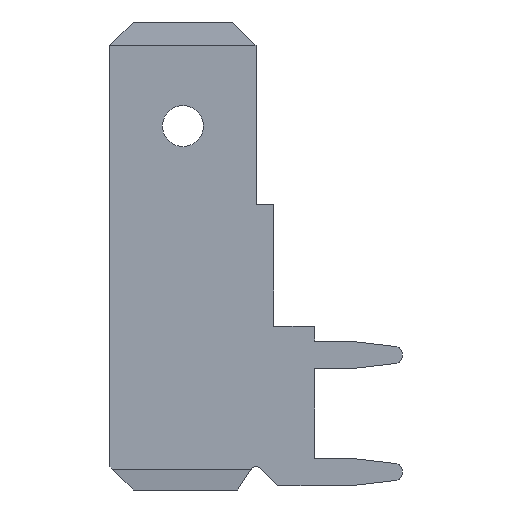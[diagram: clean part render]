
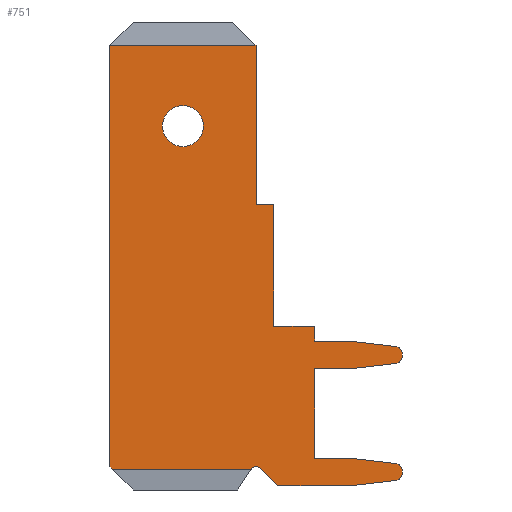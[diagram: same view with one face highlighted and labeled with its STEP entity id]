
A CAD part, left-side view. The second image highlights one B-rep face of the part: STEP entity #751.
In plain terms, the highlighted planar face has unit normal (-1, 0, 0).
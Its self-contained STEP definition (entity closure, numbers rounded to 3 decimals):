
#134=CARTESIAN_POINT('',(-0.4,0.,-4.521));
#135=DIRECTION('',(-1.,0.,0.));
#136=DIRECTION('',(0.,0.,-1.));
#137=AXIS2_PLACEMENT_3D('',#134,#135,#136);
#139=CARTESIAN_POINT('',(-0.4,0.,-4.521));
#140=DIRECTION('',(-1.,0.,0.));
#141=DIRECTION('',(0.,0.,1.));
#142=AXIS2_PLACEMENT_3D('',#139,#140,#141);
#144=DIRECTION('',(0.,-1.,0.));
#145=VECTOR('',#144,6.002);
#146=CARTESIAN_POINT('',(-0.4,3.048,-19.431));
#147=LINE('',#146,#145);
#148=DIRECTION('',(0.,0.707,0.707));
#149=VECTOR('',#148,0.18);
#150=CARTESIAN_POINT('',(-0.4,3.048,-19.431));
#151=LINE('',#150,#149);
#152=DIRECTION('',(0.,0.,1.));
#153=VECTOR('',#152,18.288);
#154=CARTESIAN_POINT('',(-0.4,3.175,-19.304));
#155=LINE('',#154,#153);
#156=DIRECTION('',(0.,1.,0.));
#157=VECTOR('',#156,6.35);
#158=CARTESIAN_POINT('',(-0.4,-3.175,-1.016));
#159=LINE('',#158,#157);
#160=DIRECTION('',(0.,0.,-1.));
#161=VECTOR('',#160,6.909);
#162=CARTESIAN_POINT('',(-0.4,-3.175,-1.016));
#163=LINE('',#162,#161);
#164=DIRECTION('',(0.,-1.,0.));
#165=VECTOR('',#164,0.762);
#166=CARTESIAN_POINT('',(-0.4,-3.175,-7.925));
#167=LINE('',#166,#165);
#168=DIRECTION('',(0.,0.,-1.));
#169=VECTOR('',#168,5.283);
#170=CARTESIAN_POINT('',(-0.4,-3.937,-7.925));
#171=LINE('',#170,#169);
#172=DIRECTION('',(0.,-1.,0.));
#173=VECTOR('',#172,1.778);
#174=CARTESIAN_POINT('',(-0.4,-3.937,-13.208));
#175=LINE('',#174,#173);
#176=DIRECTION('',(0.,0.,-1.));
#177=VECTOR('',#176,0.648);
#178=CARTESIAN_POINT('',(-0.4,-5.715,-13.208));
#179=LINE('',#178,#177);
#180=DIRECTION('',(0.,-1.,0.));
#181=VECTOR('',#180,1.524);
#182=CARTESIAN_POINT('',(-0.4,-5.715,-13.856));
#183=LINE('',#182,#181);
#184=DIRECTION('',(0.,-0.993,-0.116));
#185=VECTOR('',#184,2.019);
#186=CARTESIAN_POINT('',(-0.4,-7.239,-13.856));
#187=LINE('',#186,#185);
#188=CARTESIAN_POINT('',(-0.4,-9.208,-14.406));
#189=DIRECTION('',(1.,0.,0.));
#190=DIRECTION('',(0.,-0.116,0.993));
#191=AXIS2_PLACEMENT_3D('',#188,#189,#190);
#193=DIRECTION('',(0.,0.,-1.));
#194=VECTOR('',#193,0.106);
#195=CARTESIAN_POINT('',(-0.4,-9.525,-14.406));
#196=LINE('',#195,#194);
#197=CARTESIAN_POINT('',(-0.4,-9.208,-14.512));
#198=DIRECTION('',(1.,0.,0.));
#199=DIRECTION('',(0.,-1.,0.));
#200=AXIS2_PLACEMENT_3D('',#197,#198,#199);
#202=DIRECTION('',(0.,0.993,-0.116));
#203=VECTOR('',#202,2.019);
#204=CARTESIAN_POINT('',(-0.4,-9.244,-14.827));
#205=LINE('',#204,#203);
#206=DIRECTION('',(0.,1.,0.));
#207=VECTOR('',#206,1.524);
#208=CARTESIAN_POINT('',(-0.4,-7.239,-15.062));
#209=LINE('',#208,#207);
#210=DIRECTION('',(0.,0.,-1.));
#211=VECTOR('',#210,3.874);
#212=CARTESIAN_POINT('',(-0.4,-5.715,-15.062));
#213=LINE('',#212,#211);
#214=DIRECTION('',(0.,-1.,0.));
#215=VECTOR('',#214,1.524);
#216=CARTESIAN_POINT('',(-0.4,-5.715,-18.936));
#217=LINE('',#216,#215);
#218=DIRECTION('',(0.,-0.993,-0.116));
#219=VECTOR('',#218,2.019);
#220=CARTESIAN_POINT('',(-0.4,-7.239,-18.936));
#221=LINE('',#220,#219);
#222=CARTESIAN_POINT('',(-0.4,-9.208,-19.486));
#223=DIRECTION('',(1.,0.,0.));
#224=DIRECTION('',(0.,-0.116,0.993));
#225=AXIS2_PLACEMENT_3D('',#222,#223,#224);
#227=DIRECTION('',(0.,0.,-1.));
#228=VECTOR('',#227,0.106);
#229=CARTESIAN_POINT('',(-0.4,-9.525,-19.486));
#230=LINE('',#229,#228);
#231=CARTESIAN_POINT('',(-0.4,-9.208,-19.592));
#232=DIRECTION('',(1.,0.,0.));
#233=DIRECTION('',(0.,-1.,0.));
#234=AXIS2_PLACEMENT_3D('',#231,#232,#233);
#236=DIRECTION('',(0.,0.993,-0.116));
#237=VECTOR('',#236,2.019);
#238=CARTESIAN_POINT('',(-0.4,-9.244,-19.907));
#239=LINE('',#238,#237);
#240=DIRECTION('',(0.,1.,0.));
#241=VECTOR('',#240,3.121);
#242=CARTESIAN_POINT('',(-0.4,-7.239,-20.142));
#243=LINE('',#242,#241);
#244=DIRECTION('',(0.,0.707,0.707));
#245=VECTOR('',#244,1.08);
#246=CARTESIAN_POINT('',(-0.4,-4.118,-20.142));
#247=LINE('',#246,#245);
#248=CARTESIAN_POINT('',(-0.4,-3.175,-19.558));
#249=DIRECTION('',(-1.,0.,0.));
#250=DIRECTION('',(0.,-0.707,0.707));
#251=AXIS2_PLACEMENT_3D('',#248,#249,#250);
#253=DIRECTION('',(0.,0.55,-0.835));
#254=VECTOR('',#253,0.015);
#255=CARTESIAN_POINT('',(-0.4,-2.963,-19.418));
#256=LINE('',#255,#254);
#552=CARTESIAN_POINT('',(-0.4,-3.175,-7.925));
#553=CARTESIAN_POINT('',(-0.4,-3.937,-7.925));
#554=VERTEX_POINT('',#552);
#555=VERTEX_POINT('',#553);
#556=CARTESIAN_POINT('',(-0.4,-3.937,-13.208));
#557=VERTEX_POINT('',#556);
#558=CARTESIAN_POINT('',(-0.4,-5.715,-13.208));
#559=VERTEX_POINT('',#558);
#560=CARTESIAN_POINT('',(-0.4,-5.715,-13.856));
#561=VERTEX_POINT('',#560);
#562=CARTESIAN_POINT('',(-0.4,-7.239,-13.856));
#563=VERTEX_POINT('',#562);
#564=CARTESIAN_POINT('',(-0.4,-9.525,-14.406));
#565=CARTESIAN_POINT('',(-0.4,-9.525,-14.512));
#566=VERTEX_POINT('',#564);
#567=VERTEX_POINT('',#565);
#568=CARTESIAN_POINT('',(-0.4,-7.239,-15.062));
#569=CARTESIAN_POINT('',(-0.4,-5.715,-15.062));
#570=VERTEX_POINT('',#568);
#571=VERTEX_POINT('',#569);
#572=CARTESIAN_POINT('',(-0.4,-5.715,-18.936));
#573=VERTEX_POINT('',#572);
#574=CARTESIAN_POINT('',(-0.4,-7.239,-18.936));
#575=VERTEX_POINT('',#574);
#600=CARTESIAN_POINT('',(-0.4,0.,-5.41));
#601=CARTESIAN_POINT('',(-0.4,0.,-3.632));
#602=VERTEX_POINT('',#600);
#603=VERTEX_POINT('',#601);
#604=CARTESIAN_POINT('',(-0.4,-9.244,-14.091));
#605=VERTEX_POINT('',#604);
#606=CARTESIAN_POINT('',(-0.4,-9.244,-14.827));
#607=VERTEX_POINT('',#606);
#608=CARTESIAN_POINT('',(-0.4,-9.244,-19.171));
#609=VERTEX_POINT('',#608);
#610=CARTESIAN_POINT('',(-0.4,-9.244,-19.907));
#611=CARTESIAN_POINT('',(-0.4,-7.239,-20.142));
#612=VERTEX_POINT('',#610);
#613=VERTEX_POINT('',#611);
#628=CARTESIAN_POINT('',(-0.4,-4.118,-20.142));
#629=VERTEX_POINT('',#628);
#630=CARTESIAN_POINT('',(-0.4,-3.355,-19.378));
#631=VERTEX_POINT('',#630);
#632=CARTESIAN_POINT('',(-0.4,-2.963,-19.418));
#633=VERTEX_POINT('',#632);
#640=CARTESIAN_POINT('',(-0.4,-9.525,-19.486));
#641=VERTEX_POINT('',#640);
#642=CARTESIAN_POINT('',(-0.4,-9.525,-19.592));
#643=VERTEX_POINT('',#642);
#648=CARTESIAN_POINT('',(-0.4,-2.954,-19.431));
#650=VERTEX_POINT('',#648);
#654=CARTESIAN_POINT('',(-0.4,3.048,-19.431));
#655=VERTEX_POINT('',#654);
#664=CARTESIAN_POINT('',(-0.4,3.175,-19.304));
#665=CARTESIAN_POINT('',(-0.4,3.175,-1.016));
#666=VERTEX_POINT('',#664);
#667=VERTEX_POINT('',#665);
#682=CARTESIAN_POINT('',(-0.4,-3.175,-1.016));
#683=VERTEX_POINT('',#682);
#684=CARTESIAN_POINT('',(-0.4,0.,0.));
#685=DIRECTION('',(1.,0.,0.));
#686=DIRECTION('',(0.,0.,-1.));
#687=AXIS2_PLACEMENT_3D('',#684,#685,#686);
#688=PLANE('',#687);
#690=ORIENTED_EDGE('',*,*,#689,.F.);
#692=ORIENTED_EDGE('',*,*,#691,.T.);
#694=ORIENTED_EDGE('',*,*,#693,.T.);
#696=ORIENTED_EDGE('',*,*,#695,.F.);
#698=ORIENTED_EDGE('',*,*,#697,.T.);
#700=ORIENTED_EDGE('',*,*,#699,.T.);
#702=ORIENTED_EDGE('',*,*,#701,.T.);
#704=ORIENTED_EDGE('',*,*,#703,.T.);
#706=ORIENTED_EDGE('',*,*,#705,.T.);
#708=ORIENTED_EDGE('',*,*,#707,.T.);
#710=ORIENTED_EDGE('',*,*,#709,.T.);
#712=ORIENTED_EDGE('',*,*,#711,.T.);
#714=ORIENTED_EDGE('',*,*,#713,.T.);
#716=ORIENTED_EDGE('',*,*,#715,.T.);
#718=ORIENTED_EDGE('',*,*,#717,.T.);
#720=ORIENTED_EDGE('',*,*,#719,.T.);
#722=ORIENTED_EDGE('',*,*,#721,.T.);
#724=ORIENTED_EDGE('',*,*,#723,.T.);
#726=ORIENTED_EDGE('',*,*,#725,.T.);
#728=ORIENTED_EDGE('',*,*,#727,.T.);
#730=ORIENTED_EDGE('',*,*,#729,.T.);
#732=ORIENTED_EDGE('',*,*,#731,.T.);
#734=ORIENTED_EDGE('',*,*,#733,.T.);
#736=ORIENTED_EDGE('',*,*,#735,.T.);
#738=ORIENTED_EDGE('',*,*,#737,.T.);
#740=ORIENTED_EDGE('',*,*,#739,.T.);
#742=ORIENTED_EDGE('',*,*,#741,.T.);
#743=EDGE_LOOP('',(#690,#692,#694,#696,#698,#700,#702,#704,#706,#708,#710,#712,
#714,#716,#718,#720,#722,#724,#726,#728,#730,#732,#734,#736,#738,#740,#742));
#744=FACE_OUTER_BOUND('',#743,.F.);
#746=ORIENTED_EDGE('',*,*,#745,.T.);
#748=ORIENTED_EDGE('',*,*,#747,.T.);
#749=EDGE_LOOP('',(#746,#748));
#750=FACE_BOUND('',#749,.F.);
#138=CIRCLE('',#137,0.889);
#143=CIRCLE('',#142,0.889);
#192=CIRCLE('',#191,0.318);
#201=CIRCLE('',#200,0.318);
#226=CIRCLE('',#225,0.318);
#235=CIRCLE('',#234,0.318);
#252=CIRCLE('',#251,0.254);
#689=EDGE_CURVE('',#655,#650,#147,.T.);
#691=EDGE_CURVE('',#655,#666,#151,.T.);
#693=EDGE_CURVE('',#666,#667,#155,.T.);
#695=EDGE_CURVE('',#683,#667,#159,.T.);
#697=EDGE_CURVE('',#683,#554,#163,.T.);
#699=EDGE_CURVE('',#554,#555,#167,.T.);
#701=EDGE_CURVE('',#555,#557,#171,.T.);
#703=EDGE_CURVE('',#557,#559,#175,.T.);
#705=EDGE_CURVE('',#559,#561,#179,.T.);
#707=EDGE_CURVE('',#561,#563,#183,.T.);
#709=EDGE_CURVE('',#563,#605,#187,.T.);
#711=EDGE_CURVE('',#605,#566,#192,.T.);
#713=EDGE_CURVE('',#566,#567,#196,.T.);
#715=EDGE_CURVE('',#567,#607,#201,.T.);
#717=EDGE_CURVE('',#607,#570,#205,.T.);
#719=EDGE_CURVE('',#570,#571,#209,.T.);
#721=EDGE_CURVE('',#571,#573,#213,.T.);
#723=EDGE_CURVE('',#573,#575,#217,.T.);
#725=EDGE_CURVE('',#575,#609,#221,.T.);
#727=EDGE_CURVE('',#609,#641,#226,.T.);
#729=EDGE_CURVE('',#641,#643,#230,.T.);
#731=EDGE_CURVE('',#643,#612,#235,.T.);
#733=EDGE_CURVE('',#612,#613,#239,.T.);
#735=EDGE_CURVE('',#613,#629,#243,.T.);
#737=EDGE_CURVE('',#629,#631,#247,.T.);
#739=EDGE_CURVE('',#631,#633,#252,.T.);
#741=EDGE_CURVE('',#633,#650,#256,.T.);
#745=EDGE_CURVE('',#602,#603,#138,.T.);
#747=EDGE_CURVE('',#603,#602,#143,.T.);
#751=ADVANCED_FACE('',(#744,#750),#688,.F.);
